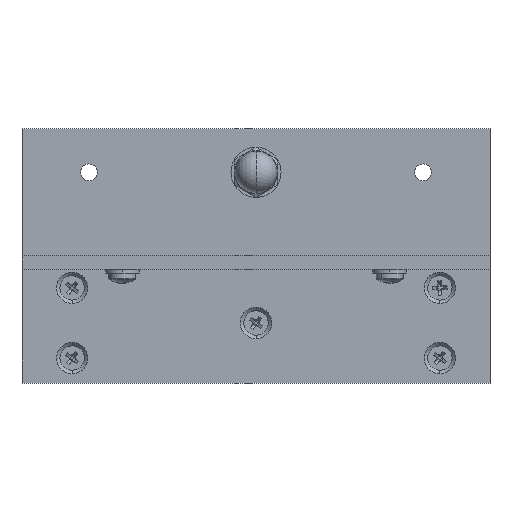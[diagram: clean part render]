
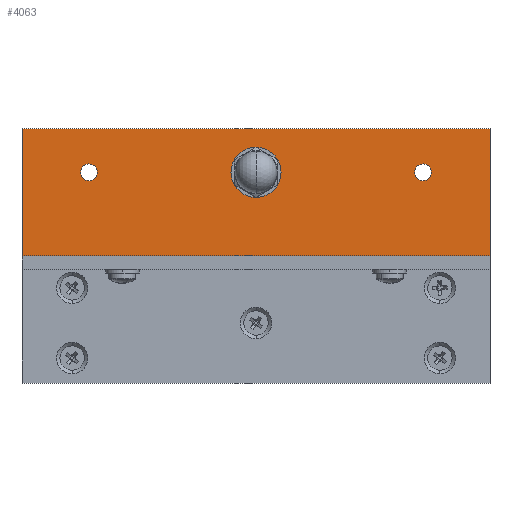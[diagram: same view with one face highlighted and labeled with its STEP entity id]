
A CAD part, top view. The second image highlights one B-rep face of the part: STEP entity #4063.
In plain terms, the highlighted planar face has unit normal (0, 0, 1).
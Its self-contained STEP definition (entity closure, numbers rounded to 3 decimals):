
#236 = DIRECTION ( 'NONE',  ( 0., 0., 1. ) ) ;
#469 = VERTEX_POINT ( 'NONE', #21029 ) ;
#1118 = AXIS2_PLACEMENT_3D ( 'NONE', #30729, #27970, #6474 ) ;
#1917 = EDGE_CURVE ( 'NONE', #27799, #20976, #30024, .T. ) ;
#1970 = EDGE_CURVE ( 'NONE', #2577, #34117, #5114, .T. ) ;
#2112 = CARTESIAN_POINT ( 'NONE',  ( -50., 22.5, 0. ) ) ;
#2291 = EDGE_CURVE ( 'NONE', #21289, #469, #19572, .T. ) ;
#2577 = VERTEX_POINT ( 'NONE', #20165 ) ;
#3204 = EDGE_CURVE ( 'NONE', #17755, #19073, #25180, .T. ) ;
#3259 = CARTESIAN_POINT ( 'NONE',  ( 3.68, 31.535, 0. ) ) ;
#3585 = VERTEX_POINT ( 'NONE', #28657 ) ;
#3720 = EDGE_CURVE ( 'NONE', #20976, #27799, #25199, .T. ) ;
#3722 = CARTESIAN_POINT ( 'NONE',  ( 70., 0., 0. ) ) ;
#3859 = CIRCLE ( 'NONE', #1118, 2.5 ) ;
#4050 = LINE ( 'NONE', #3722, #4581 ) ;
#4063 = ADVANCED_FACE ( 'NONE', ( #20357, #17563, #30864, #17206 ), #28267, .F. ) ;
#4180 = AXIS2_PLACEMENT_3D ( 'NONE', #24159, #236, #10289 ) ;
#4314 = DIRECTION ( 'NONE',  ( 0., 0., -1. ) ) ;
#4334 = VECTOR ( 'NONE', #18263, 1000. ) ;
#4581 = VECTOR ( 'NONE', #24876, 1000. ) ;
#5114 = CIRCLE ( 'NONE', #24508, 2.5 ) ;
#5386 = CARTESIAN_POINT ( 'NONE',  ( -50., 25., 0. ) ) ;
#5848 = DIRECTION ( 'NONE',  ( -1., 0., 0. ) ) ;
#6079 = EDGE_LOOP ( 'NONE', ( #8143, #25819 ) ) ;
#6474 = DIRECTION ( 'NONE',  ( 0., 1., 0. ) ) ;
#6597 = DIRECTION ( 'NONE',  ( 0., 0., -1. ) ) ;
#6762 = ORIENTED_EDGE ( 'NONE', *, *, #11631, .F. ) ;
#7286 = EDGE_CURVE ( 'NONE', #21289, #3585, #11932, .T. ) ;
#8143 = ORIENTED_EDGE ( 'NONE', *, *, #29039, .T. ) ;
#8820 = DIRECTION ( 'NONE',  ( 0., 0., 1. ) ) ;
#9077 = AXIS2_PLACEMENT_3D ( 'NONE', #5386, #16495, #27070 ) ;
#9587 = EDGE_CURVE ( 'NONE', #469, #25711, #31240, .T. ) ;
#9679 = EDGE_LOOP ( 'NONE', ( #25729, #23389 ) ) ;
#10289 = DIRECTION ( 'NONE',  ( -0.491, -0.871, 0. ) ) ;
#10439 = CARTESIAN_POINT ( 'NONE',  ( -70., 0., 0. ) ) ;
#11117 = ORIENTED_EDGE ( 'NONE', *, *, #3720, .F. ) ;
#11235 = VECTOR ( 'NONE', #5848, 1000. ) ;
#11631 = EDGE_CURVE ( 'NONE', #3585, #25711, #4050, .T. ) ;
#11751 = DIRECTION ( 'NONE',  ( 0., -1., 0. ) ) ;
#11932 = LINE ( 'NONE', #27539, #14332 ) ;
#12328 = CARTESIAN_POINT ( 'NONE',  ( -3.68, 18.465, 0. ) ) ;
#12683 = CARTESIAN_POINT ( 'NONE',  ( 70., 0., 0. ) ) ;
#12771 = CARTESIAN_POINT ( 'NONE',  ( 70., 38., 0. ) ) ;
#14042 = DIRECTION ( 'NONE',  ( -0.491, -0.871, 0. ) ) ;
#14332 = VECTOR ( 'NONE', #11751, 1000. ) ;
#15779 = CIRCLE ( 'NONE', #9077, 2.5 ) ;
#16495 = DIRECTION ( 'NONE',  ( 0., 0., -1. ) ) ;
#17168 = DIRECTION ( 'NONE',  ( 0., 1., 0. ) ) ;
#17171 = DIRECTION ( 'NONE',  ( 0., 1., 0. ) ) ;
#17206 = FACE_OUTER_BOUND ( 'NONE', #30904, .T. ) ;
#17563 = FACE_BOUND ( 'NONE', #9679, .T. ) ;
#17755 = VERTEX_POINT ( 'NONE', #33841 ) ;
#18069 = AXIS2_PLACEMENT_3D ( 'NONE', #12683, #6597, #27771 ) ;
#18263 = DIRECTION ( 'NONE',  ( 0., -1., 0. ) ) ;
#19073 = VERTEX_POINT ( 'NONE', #2112 ) ;
#19572 = LINE ( 'NONE', #22335, #11235 ) ;
#19790 = CARTESIAN_POINT ( 'NONE',  ( -50., 25., 0. ) ) ;
#20165 = CARTESIAN_POINT ( 'NONE',  ( 50., 22.5, 0. ) ) ;
#20357 = FACE_BOUND ( 'NONE', #6079, .T. ) ;
#20976 = VERTEX_POINT ( 'NONE', #3259 ) ;
#21029 = CARTESIAN_POINT ( 'NONE',  ( -70., 38., 0. ) ) ;
#21157 = ORIENTED_EDGE ( 'NONE', *, *, #2291, .T. ) ;
#21289 = VERTEX_POINT ( 'NONE', #12771 ) ;
#22048 = CARTESIAN_POINT ( 'NONE',  ( 50., 25., 0. ) ) ;
#22197 = EDGE_CURVE ( 'NONE', #19073, #17755, #15779, .T. ) ;
#22335 = CARTESIAN_POINT ( 'NONE',  ( 70., 38., 0. ) ) ;
#22617 = CARTESIAN_POINT ( 'NONE',  ( -70., 0., 0. ) ) ;
#23147 = ORIENTED_EDGE ( 'NONE', *, *, #9587, .T. ) ;
#23389 = ORIENTED_EDGE ( 'NONE', *, *, #22197, .T. ) ;
#24159 = CARTESIAN_POINT ( 'NONE',  ( 0., 25., 0. ) ) ;
#24508 = AXIS2_PLACEMENT_3D ( 'NONE', #22048, #30314, #17168 ) ;
#24876 = DIRECTION ( 'NONE',  ( -1., 0., 0. ) ) ;
#25180 = CIRCLE ( 'NONE', #31790, 2.5 ) ;
#25199 = CIRCLE ( 'NONE', #4180, 7.5 ) ;
#25711 = VERTEX_POINT ( 'NONE', #22617 ) ;
#25729 = ORIENTED_EDGE ( 'NONE', *, *, #3204, .T. ) ;
#25819 = ORIENTED_EDGE ( 'NONE', *, *, #1970, .T. ) ;
#27070 = DIRECTION ( 'NONE',  ( 0., 1., 0. ) ) ;
#27146 = CARTESIAN_POINT ( 'NONE',  ( 50., 27.5, 0. ) ) ;
#27162 = ORIENTED_EDGE ( 'NONE', *, *, #7286, .F. ) ;
#27393 = CARTESIAN_POINT ( 'NONE',  ( 0., 25., 0. ) ) ;
#27539 = CARTESIAN_POINT ( 'NONE',  ( 70., 0., 0. ) ) ;
#27771 = DIRECTION ( 'NONE',  ( -1., 0., 0. ) ) ;
#27799 = VERTEX_POINT ( 'NONE', #12328 ) ;
#27970 = DIRECTION ( 'NONE',  ( 0., 0., -1. ) ) ;
#28151 = ORIENTED_EDGE ( 'NONE', *, *, #1917, .F. ) ;
#28267 = PLANE ( 'NONE',  #18069 ) ;
#28657 = CARTESIAN_POINT ( 'NONE',  ( 70., 0., 0. ) ) ;
#29039 = EDGE_CURVE ( 'NONE', #34117, #2577, #3859, .T. ) ;
#30024 = CIRCLE ( 'NONE', #31146, 7.5 ) ;
#30314 = DIRECTION ( 'NONE',  ( 0., 0., -1. ) ) ;
#30729 = CARTESIAN_POINT ( 'NONE',  ( 50., 25., 0. ) ) ;
#30864 = FACE_BOUND ( 'NONE', #34030, .T. ) ;
#30904 = EDGE_LOOP ( 'NONE', ( #23147, #6762, #27162, #21157 ) ) ;
#31146 = AXIS2_PLACEMENT_3D ( 'NONE', #27393, #8820, #14042 ) ;
#31240 = LINE ( 'NONE', #10439, #4334 ) ;
#31790 = AXIS2_PLACEMENT_3D ( 'NONE', #19790, #4314, #17171 ) ;
#33841 = CARTESIAN_POINT ( 'NONE',  ( -50., 27.5, 0. ) ) ;
#34030 = EDGE_LOOP ( 'NONE', ( #28151, #11117 ) ) ;
#34117 = VERTEX_POINT ( 'NONE', #27146 ) ;
